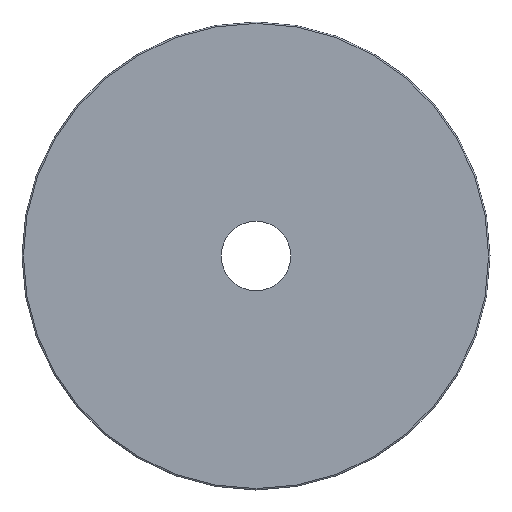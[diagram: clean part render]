
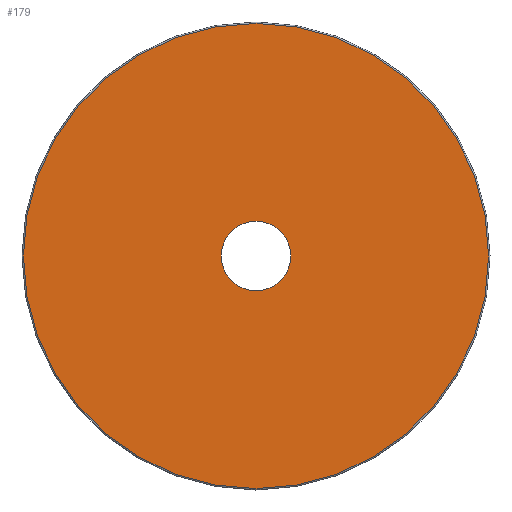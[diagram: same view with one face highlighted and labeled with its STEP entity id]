
A CAD part, front view. The second image highlights one B-rep face of the part: STEP entity #179.
In plain terms, the highlighted planar face has unit normal (0, -1, 0).
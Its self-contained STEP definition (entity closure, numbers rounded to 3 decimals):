
#17=FACE_BOUND('',#54,.T.);
#20=PLANE('',#228);
#42=FACE_OUTER_BOUND('',#53,.T.);
#53=EDGE_LOOP('',(#166,#167));
#54=EDGE_LOOP('',(#168,#169));
#58=CIRCLE('',#204,50.2);
#59=CIRCLE('',#205,50.2);
#74=CIRCLE('',#226,7.5);
#75=CIRCLE('',#227,7.5);
#78=VERTEX_POINT('',#299);
#79=VERTEX_POINT('',#301);
#93=VERTEX_POINT('',#367);
#94=VERTEX_POINT('',#369);
#98=EDGE_CURVE('',#78,#79,#58,.T.);
#99=EDGE_CURVE('',#79,#78,#59,.T.);
#118=EDGE_CURVE('',#94,#93,#74,.T.);
#119=EDGE_CURVE('',#93,#94,#75,.T.);
#166=ORIENTED_EDGE('',*,*,#99,.F.);
#167=ORIENTED_EDGE('',*,*,#98,.F.);
#168=ORIENTED_EDGE('',*,*,#118,.T.);
#169=ORIENTED_EDGE('',*,*,#119,.T.);
#179=ADVANCED_FACE('',(#42,#17),#20,.T.);
#204=AXIS2_PLACEMENT_3D('',#302,#239,#240);
#205=AXIS2_PLACEMENT_3D('',#303,#241,#242);
#226=AXIS2_PLACEMENT_3D('',#370,#287,#288);
#227=AXIS2_PLACEMENT_3D('',#371,#289,#290);
#228=AXIS2_PLACEMENT_3D('',#372,#291,#292);
#239=DIRECTION('center_axis',(0.,1.,0.));
#240=DIRECTION('ref_axis',(1.,0.,0.));
#241=DIRECTION('center_axis',(0.,1.,0.));
#242=DIRECTION('ref_axis',(1.,0.,0.));
#287=DIRECTION('center_axis',(0.,1.,0.));
#288=DIRECTION('ref_axis',(1.,0.,0.));
#289=DIRECTION('center_axis',(0.,1.,0.));
#290=DIRECTION('ref_axis',(1.,0.,0.));
#291=DIRECTION('center_axis',(0.,-1.,0.));
#292=DIRECTION('ref_axis',(0.,0.,-1.));
#299=CARTESIAN_POINT('',(0.,0.,-50.2));
#301=CARTESIAN_POINT('',(-50.2,0.,0.));
#302=CARTESIAN_POINT('Origin',(0.,0.,
0.));
#303=CARTESIAN_POINT('Origin',(0.,0.,
0.));
#367=CARTESIAN_POINT('',(7.5,0.,0.));
#369=CARTESIAN_POINT('',(-7.5,0.,0.));
#370=CARTESIAN_POINT('Origin',(0.,0.,
0.));
#371=CARTESIAN_POINT('Origin',(0.,0.,
0.));
#372=CARTESIAN_POINT('Origin',(-50.2,0.,0.));
